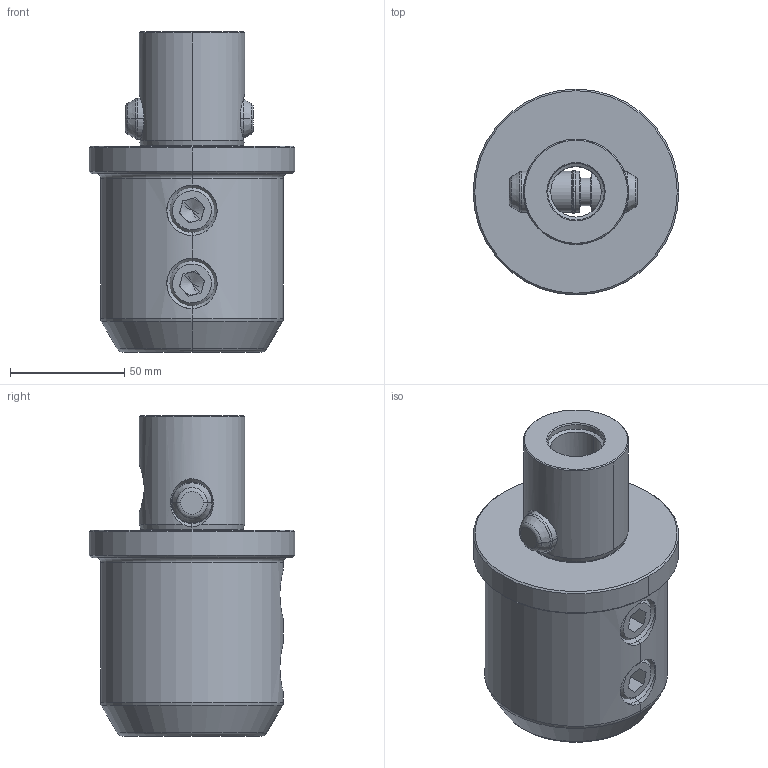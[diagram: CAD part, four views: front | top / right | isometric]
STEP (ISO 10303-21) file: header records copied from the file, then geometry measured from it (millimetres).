
FILE_DESCRIPTION(('no description'),'unknown implementation level');
FILE_NAME('82EB8EA8-1B43-4A0C-A8AC-71042AE37047_export.stp',' ',('CIMSOURCE GmbH'),('CADClick - KiM GmbH - www.kimweb.de'),'unknown preprocess','ACIS','unknown authorization');
FILE_SCHEMA(('automotive_design'));
Length unit declared in the file: millimetre
Products named in the file (5): 335.251 Kaiser CKS7 X D40 B|690.484 Kaiser ETL M20 X 20_Standard;NONE; 335.251 Kaiser CKS7 X D40 B|335.251 Kaiser CKS7 X D40 B_Standard;NONE; 335.251 Kaiser CKS7 X D40 B|691.507 Kaiser ETL D18 X 56K_Standard|693.306 Sprengring_Standard;NONE; 335.251 Kaiser CKS7 X D40 B|691.507 Kaiser ETL D18 X 56K_Standard|691.527 Mitnehmerbolzen_Standard;NONE
Bounding box: 90 x 90 x 140 mm (x, y, z)
Volume: 418850.1 mm3; surface area: 63550.7 mm2
Topology: 5 solids, 5 shells, 182 faces, 418 edges, 239 vertices
Faces by surface type: cone 54, cylinder 51, plane 43, torus 34
Entity records: 10843 total; most frequent: CARTESIAN_POINT 1860, DIRECTION 964, STYLED_ITEM 836, PRESENTATION_STYLE_ASSIGNMENT 836, COLOUR_RGB 836, ORIENTED_EDGE 820, EDGE_CURVE 410, CURVE_STYLE 410
